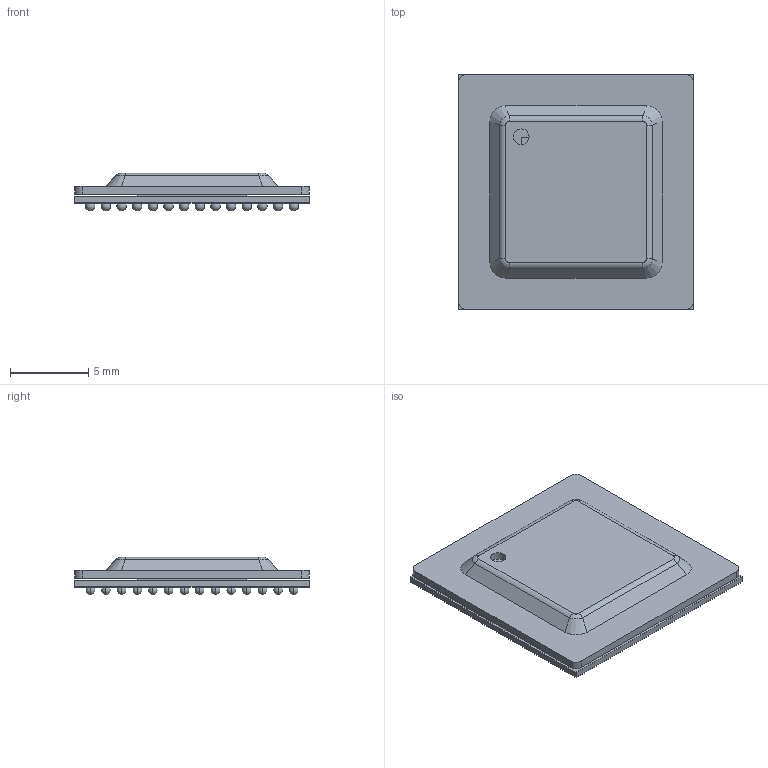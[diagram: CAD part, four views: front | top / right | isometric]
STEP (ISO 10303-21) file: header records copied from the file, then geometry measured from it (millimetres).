
FILE_DESCRIPTION((''),'2;1');
FILE_NAME('ABB0196A_ASM','2017-05-19T',('a0412025'),(''),'CREO PARAMETRIC BY PTC INC, 2016050','CREO PARAMETRIC BY PTC INC, 2016050','');
FILE_SCHEMA(('AUTOMOTIVE_DESIGN { 1 0 10303 214 1 1 1 1 }'));
Length unit declared in the file: millimetre
Products named in the file (6): SUBSTRATE_BGA; SMASK_BGA_BTM; DIE; HTSINK-FCBGA; SOLDER_BALL; ABB0196A_ASM
Assembly tree (200 placements, depth 2):
  ABB0196A_ASM
    SUBSTRATE_BGA
    SMASK_BGA_BTM
    DIE
    HTSINK-FCBGA
    SOLDER_BALL  x196
Bounding box: 15 x 15 x 2.41 mm (x, y, z)
Volume: 239.2 mm3; surface area: 1749.6 mm2
Topology: 200 solids, 200 shells, 644 faces, 1306 edges, 672 vertices
Faces by surface type: sphere 392, plane 230, bspline 12, cylinder 10
Entity records: 5734 total; most frequent: CARTESIAN_POINT 1715, DIRECTION 652, AXIS2_PLACEMENT_3D 281, ORIENTED_EDGE 268, PROPERTY_DEFINITION 238, REPRESENTATION 233, PROPERTY_DEFINITION_REPRESENTATION 233, PRODUCT_DEFINITION_SHAPE 206
